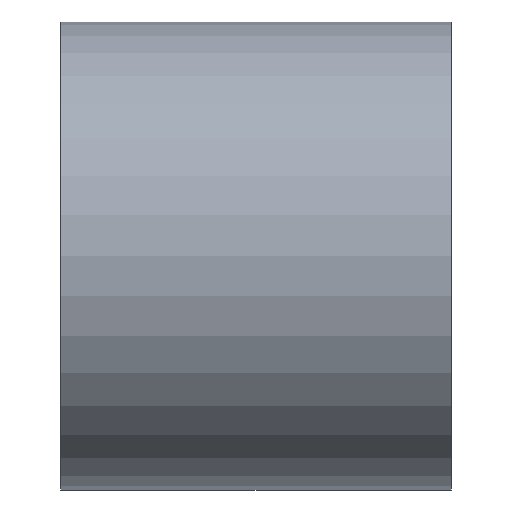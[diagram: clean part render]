
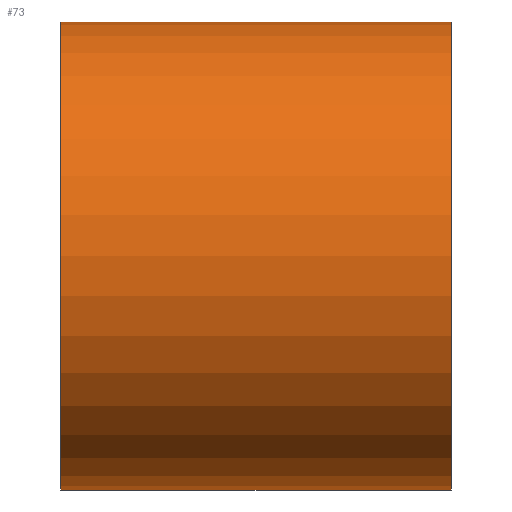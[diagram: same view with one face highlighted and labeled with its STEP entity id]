
A CAD part, top view. The second image highlights one B-rep face of the part: STEP entity #73.
In plain terms, the highlighted cylindrical face has radius 18 mm (diameter 36 mm), a partial arc.
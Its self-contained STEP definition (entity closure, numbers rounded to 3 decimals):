
#34=CARTESIAN_POINT('Axis2P3D Location',(15.,0.,0.)) ;
#39=CARTESIAN_POINT('Line Origine',(15.,18.,0.)) ;
#43=CARTESIAN_POINT('Vertex',(0.,18.,0.)) ;
#45=CARTESIAN_POINT('Vertex',(30.,18.,0.)) ;
#48=CARTESIAN_POINT('Axis2P3D Location',(0.,0.,0.)) ;
#52=CARTESIAN_POINT('Vertex',(0.,-18.,0.)) ;
#55=CARTESIAN_POINT('Line Origine',(15.,-18.,0.)) ;
#59=CARTESIAN_POINT('Vertex',(30.,-18.,0.)) ;
#62=CARTESIAN_POINT('Axis2P3D Location',(30.,0.,0.)) ;
#35=DIRECTION('Axis2P3D Direction',(1.,0.,0.)) ;
#36=DIRECTION('Axis2P3D XDirection',(0.,1.,0.)) ;
#40=DIRECTION('Vector Direction',(1.,0.,0.)) ;
#49=DIRECTION('Axis2P3D Direction',(1.,0.,0.)) ;
#56=DIRECTION('Vector Direction',(1.,0.,0.)) ;
#63=DIRECTION('Axis2P3D Direction',(1.,0.,0.)) ;
#37=AXIS2_PLACEMENT_3D('Cylinder Axis2P3D',#34,#35,#36) ;
#50=AXIS2_PLACEMENT_3D('Circle Axis2P3D',#48,#49,$) ;
#64=AXIS2_PLACEMENT_3D('Circle Axis2P3D',#62,#63,$) ;
#41=VECTOR('Line Direction',#40,1.) ;
#57=VECTOR('Line Direction',#56,1.) ;
#47=EDGE_CURVE('',#44,#46,#42,.T.) ;
#54=EDGE_CURVE('',#44,#53,#51,.T.) ;
#61=EDGE_CURVE('',#53,#60,#58,.T.) ;
#66=EDGE_CURVE('',#46,#60,#65,.T.) ;
#68=ORIENTED_EDGE('',*,*,#47,.F.) ;
#69=ORIENTED_EDGE('',*,*,#54,.T.) ;
#70=ORIENTED_EDGE('',*,*,#61,.T.) ;
#71=ORIENTED_EDGE('',*,*,#66,.F.) ;
#73=ADVANCED_FACE('Corps principal',(#72),#38,.T.) ;
#51=CIRCLE('generated circle',#50,18.) ;
#65=CIRCLE('generated circle',#64,18.) ;
#38=CYLINDRICAL_SURFACE('generated cylinder',#37,18.) ;
#67=EDGE_LOOP('',(#68,#69,#70,#71)) ;
#72=FACE_OUTER_BOUND('',#67,.T.) ;
#42=LINE('Line',#39,#41) ;
#58=LINE('Line',#55,#57) ;
#44=VERTEX_POINT('',#43) ;
#46=VERTEX_POINT('',#45) ;
#53=VERTEX_POINT('',#52) ;
#60=VERTEX_POINT('',#59) ;
